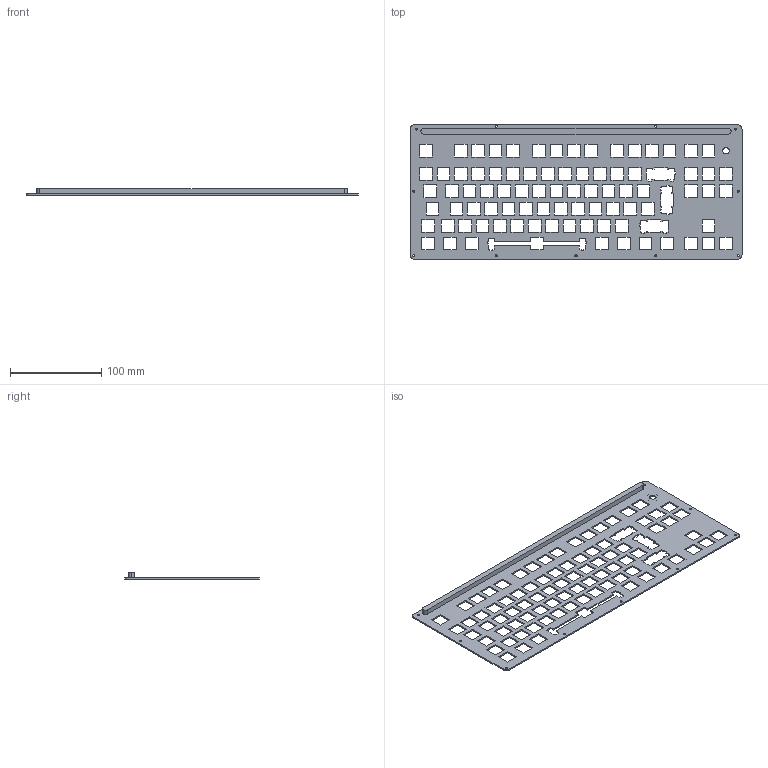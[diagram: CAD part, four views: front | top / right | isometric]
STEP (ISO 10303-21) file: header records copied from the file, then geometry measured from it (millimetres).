
FILE_DESCRIPTION(('HOOPS Exchange Step'),'2;1');
FILE_NAME('temp_export','2024-12-14T23:58:09+01:00',('juanj'),('Shapr3D Limited'),'HOOPS Exchange 2024.6','Shapr3D','Authorized');
FILE_SCHEMA( ('AP242_MANAGED_MODEL_BASED_3D_ENGINEERING_MIM_LF {1 0 10303 442 1 1 4 }') );
Length unit declared in the file: millimetre
Products named in the file (1): Plate
Bounding box: 363.66 x 147.82 x 7.2 mm (x, y, z)
Volume: 64699.3 mm3; surface area: 84326.9 mm2
Topology: 1 solids, 1 shells, 521 faces, 1577 edges, 1059 vertices
Faces by surface type: plane 501, cylinder 20
Full cylindrical faces by diameter (mm): 2.25 x11, 7 x1
Entity records: 17838 total; most frequent: CARTESIAN_POINT 3159, ORIENTED_EDGE 3154, DIRECTION 2694, EDGE_CURVE 1577, VECTOR 1506, LINE 1506, VERTEX_POINT 1059, EDGE_LOOP 720
